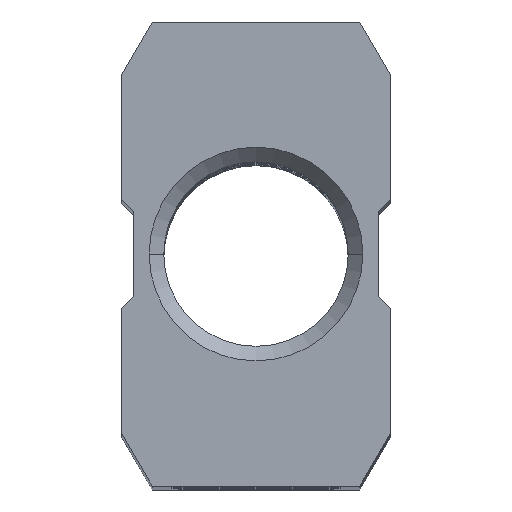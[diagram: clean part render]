
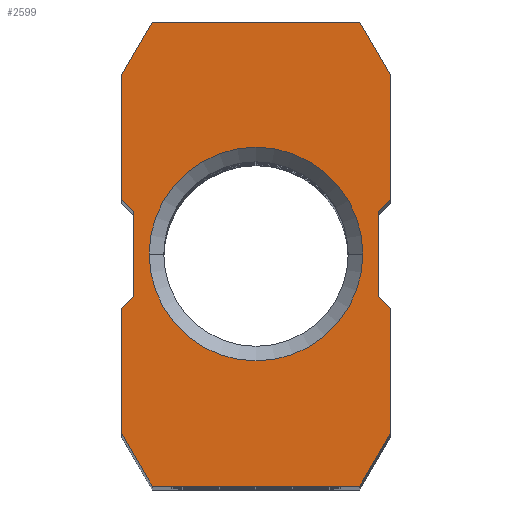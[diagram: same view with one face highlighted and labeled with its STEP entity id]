
A CAD part, top view. The second image highlights one B-rep face of the part: STEP entity #2599.
In plain terms, the highlighted planar face has unit normal (0, 0, 1).
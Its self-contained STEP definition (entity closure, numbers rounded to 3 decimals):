
#36 = DIRECTION ( 'NONE',  ( 0., 0., -1. ) ) ;
#51 = CARTESIAN_POINT ( 'NONE',  ( 10., 15.5, 0. ) ) ;
#108 = ORIENTED_EDGE ( 'NONE', *, *, #1868, .T. ) ;
#132 = CARTESIAN_POINT ( 'NONE',  ( 11., 4.33, 0. ) ) ;
#162 = DIRECTION ( 'NONE',  ( -0.5, -0.866, 0. ) ) ;
#164 = CARTESIAN_POINT ( 'NONE',  ( -8.5, 0., 0. ) ) ;
#191 = EDGE_CURVE ( 'NONE', #769, #1909, #3029, .T. ) ;
#247 = EDGE_CURVE ( 'NONE', #1706, #1083, #3573, .T. ) ;
#343 = ORIENTED_EDGE ( 'NONE', *, *, #1433, .T. ) ;
#383 = AXIS2_PLACEMENT_3D ( 'NONE', #2914, #1189, #3217 ) ;
#457 = VECTOR ( 'NONE', #1374, 1000. ) ;
#488 = LINE ( 'NONE', #3549, #1247 ) ;
#503 = DIRECTION ( 'NONE',  ( 0., 1., 0. ) ) ;
#523 = CIRCLE ( 'NONE', #3379, 8.75 ) ;
#535 = CARTESIAN_POINT ( 'NONE',  ( -11., 4.33, 0. ) ) ;
#537 = VECTOR ( 'NONE', #2095, 1000. ) ;
#545 = CARTESIAN_POINT ( 'NONE',  ( -10., 15.5, 0. ) ) ;
#562 = VECTOR ( 'NONE', #162, 1000. ) ;
#579 = VERTEX_POINT ( 'NONE', #2798 ) ;
#594 = ORIENTED_EDGE ( 'NONE', *, *, #2772, .T. ) ;
#604 = PLANE ( 'NONE',  #383 ) ;
#614 = VERTEX_POINT ( 'NONE', #1328 ) ;
#704 = CARTESIAN_POINT ( 'NONE',  ( 11., 14.5, 0. ) ) ;
#714 = VECTOR ( 'NONE', #1355, 1000. ) ;
#767 = VECTOR ( 'NONE', #1015, 1000. ) ;
#768 = CARTESIAN_POINT ( 'NONE',  ( -11., 4.33, 0. ) ) ;
#769 = VERTEX_POINT ( 'NONE', #2411 ) ;
#778 = LINE ( 'NONE', #3166, #2258 ) ;
#804 = VERTEX_POINT ( 'NONE', #3568 ) ;
#875 = ORIENTED_EDGE ( 'NONE', *, *, #191, .T. ) ;
#993 = VECTOR ( 'NONE', #3445, 1000. ) ;
#1015 = DIRECTION ( 'NONE',  ( 0., 1., 0. ) ) ;
#1022 = CARTESIAN_POINT ( 'NONE',  ( 8.5, 0., 0. ) ) ;
#1024 = VECTOR ( 'NONE', #1382, 1000. ) ;
#1025 = ORIENTED_EDGE ( 'NONE', *, *, #3335, .T. ) ;
#1053 = CARTESIAN_POINT ( 'NONE',  ( -8.5, 0., 0. ) ) ;
#1077 = EDGE_CURVE ( 'NONE', #579, #769, #3428, .T. ) ;
#1078 = ORIENTED_EDGE ( 'NONE', *, *, #247, .T. ) ;
#1083 = VERTEX_POINT ( 'NONE', #51 ) ;
#1104 = EDGE_CURVE ( 'NONE', #2481, #1560, #778, .T. ) ;
#1123 = FACE_BOUND ( 'NONE', #3591, .T. ) ;
#1142 = CARTESIAN_POINT ( 'NONE',  ( 10., 22.5, 0. ) ) ;
#1189 = DIRECTION ( 'NONE',  ( 0., 0., 1. ) ) ;
#1216 = DIRECTION ( 'NONE',  ( 0., 0., -1. ) ) ;
#1247 = VECTOR ( 'NONE', #1512, 1000. ) ;
#1273 = EDGE_CURVE ( 'NONE', #1842, #3319, #2254, .T. ) ;
#1310 = CARTESIAN_POINT ( 'NONE',  ( -10., 22.5, 0. ) ) ;
#1318 = CARTESIAN_POINT ( 'NONE',  ( -8.5, 38., 0. ) ) ;
#1328 = CARTESIAN_POINT ( 'NONE',  ( 8.75, 19., 0. ) ) ;
#1355 = DIRECTION ( 'NONE',  ( 0., 1., 0. ) ) ;
#1374 = DIRECTION ( 'NONE',  ( 0., -1., 0. ) ) ;
#1382 = DIRECTION ( 'NONE',  ( 0., -1., 0. ) ) ;
#1433 = EDGE_CURVE ( 'NONE', #1591, #3451, #3366, .T. ) ;
#1464 = LINE ( 'NONE', #1310, #2152 ) ;
#1473 = LINE ( 'NONE', #2542, #714 ) ;
#1490 = ORIENTED_EDGE ( 'NONE', *, *, #1509, .T. ) ;
#1509 = EDGE_CURVE ( 'NONE', #3616, #1842, #3308, .T. ) ;
#1512 = DIRECTION ( 'NONE',  ( -0.5, 0.866, 0. ) ) ;
#1530 = AXIS2_PLACEMENT_3D ( 'NONE', #2939, #1216, #3244 ) ;
#1560 = VERTEX_POINT ( 'NONE', #545 ) ;
#1591 = VERTEX_POINT ( 'NONE', #3720 ) ;
#1592 = DIRECTION ( 'NONE',  ( 0.5, 0.866, 0. ) ) ;
#1603 = ORIENTED_EDGE ( 'NONE', *, *, #1644, .T. ) ;
#1644 = EDGE_CURVE ( 'NONE', #1928, #804, #2666, .T. ) ;
#1698 = EDGE_CURVE ( 'NONE', #1083, #579, #3351, .T. ) ;
#1702 = ORIENTED_EDGE ( 'NONE', *, *, #1273, .T. ) ;
#1706 = VERTEX_POINT ( 'NONE', #2812 ) ;
#1755 = CARTESIAN_POINT ( 'NONE',  ( 0., 19., 0. ) ) ;
#1779 = LINE ( 'NONE', #768, #1024 ) ;
#1794 = VECTOR ( 'NONE', #503, 1000. ) ;
#1826 = LINE ( 'NONE', #1897, #2512 ) ;
#1827 = CARTESIAN_POINT ( 'NONE',  ( 8.5, 38., 0. ) ) ;
#1842 = VERTEX_POINT ( 'NONE', #1053 ) ;
#1848 = VECTOR ( 'NONE', #2993, 1000. ) ;
#1868 = EDGE_CURVE ( 'NONE', #3284, #1706, #1473, .T. ) ;
#1875 = DIRECTION ( 'NONE',  ( 1., 0., 0. ) ) ;
#1888 = DIRECTION ( 'NONE',  ( 0.707, -0.707, 0. ) ) ;
#1897 = CARTESIAN_POINT ( 'NONE',  ( -11., 14.5, 0. ) ) ;
#1909 = VERTEX_POINT ( 'NONE', #3074 ) ;
#1912 = VECTOR ( 'NONE', #1592, 1000. ) ;
#1928 = VERTEX_POINT ( 'NONE', #3422 ) ;
#1964 = EDGE_LOOP ( 'NONE', ( #2407, #875, #2351, #343, #1025, #1603, #594, #2807, #2153, #2328, #1490, #1702, #2020, #108, #1078, #1980 ) ) ;
#1980 = ORIENTED_EDGE ( 'NONE', *, *, #1698, .T. ) ;
#2020 = ORIENTED_EDGE ( 'NONE', *, *, #3361, .T. ) ;
#2021 = CARTESIAN_POINT ( 'NONE',  ( -11., 23.5, 0. ) ) ;
#2054 = DIRECTION ( 'NONE',  ( 1., 0., 0. ) ) ;
#2095 = DIRECTION ( 'NONE',  ( -0.707, 0.707, 0. ) ) ;
#2152 = VECTOR ( 'NONE', #1888, 1000. ) ;
#2153 = ORIENTED_EDGE ( 'NONE', *, *, #3456, .T. ) ;
#2168 = CARTESIAN_POINT ( 'NONE',  ( -11., 33.67, 0. ) ) ;
#2170 = CARTESIAN_POINT ( 'NONE',  ( 11., 23.5, 0. ) ) ;
#2254 = LINE ( 'NONE', #164, #3697 ) ;
#2258 = VECTOR ( 'NONE', #3448, 1000. ) ;
#2268 = CARTESIAN_POINT ( 'NONE',  ( -10., 22.5, 0. ) ) ;
#2292 = CIRCLE ( 'NONE', #1530, 8.75 ) ;
#2328 = ORIENTED_EDGE ( 'NONE', *, *, #2845, .T. ) ;
#2351 = ORIENTED_EDGE ( 'NONE', *, *, #2651, .T. ) ;
#2407 = ORIENTED_EDGE ( 'NONE', *, *, #1077, .T. ) ;
#2411 = CARTESIAN_POINT ( 'NONE',  ( 11., 23.5, 0. ) ) ;
#2481 = VERTEX_POINT ( 'NONE', #2268 ) ;
#2495 = DIRECTION ( 'NONE',  ( -0.707, -0.707, 0. ) ) ;
#2512 = VECTOR ( 'NONE', #2495, 1000. ) ;
#2542 = CARTESIAN_POINT ( 'NONE',  ( 11., 4.33, 0. ) ) ;
#2549 = VERTEX_POINT ( 'NONE', #3159 ) ;
#2599 = ADVANCED_FACE ( 'NONE', ( #1123, #3014 ), #604, .T. ) ;
#2629 = EDGE_CURVE ( 'NONE', #3360, #614, #2292, .T. ) ;
#2651 = EDGE_CURVE ( 'NONE', #1909, #1591, #488, .T. ) ;
#2666 = LINE ( 'NONE', #2021, #457 ) ;
#2692 = LINE ( 'NONE', #1022, #1912 ) ;
#2772 = EDGE_CURVE ( 'NONE', #804, #2481, #1464, .T. ) ;
#2784 = LINE ( 'NONE', #2168, #562 ) ;
#2798 = CARTESIAN_POINT ( 'NONE',  ( 10., 22.5, 0. ) ) ;
#2807 = ORIENTED_EDGE ( 'NONE', *, *, #1104, .T. ) ;
#2812 = CARTESIAN_POINT ( 'NONE',  ( 11., 14.5, 0. ) ) ;
#2845 = EDGE_CURVE ( 'NONE', #2549, #3616, #1779, .T. ) ;
#2862 = DIRECTION ( 'NONE',  ( 0.707, 0.707, 0. ) ) ;
#2914 = CARTESIAN_POINT ( 'NONE',  ( 6.5, 19., 0. ) ) ;
#2939 = CARTESIAN_POINT ( 'NONE',  ( 0., 19., 0. ) ) ;
#2993 = DIRECTION ( 'NONE',  ( -1., 0., 0. ) ) ;
#3008 = EDGE_CURVE ( 'NONE', #614, #3360, #523, .T. ) ;
#3014 = FACE_OUTER_BOUND ( 'NONE', #1964, .T. ) ;
#3029 = LINE ( 'NONE', #2170, #767 ) ;
#3041 = CARTESIAN_POINT ( 'NONE',  ( -8.75, 19., 0. ) ) ;
#3067 = ORIENTED_EDGE ( 'NONE', *, *, #2629, .T. ) ;
#3074 = CARTESIAN_POINT ( 'NONE',  ( 11., 33.67, 0. ) ) ;
#3159 = CARTESIAN_POINT ( 'NONE',  ( -11., 14.5, 0. ) ) ;
#3166 = CARTESIAN_POINT ( 'NONE',  ( -10., 15.5, 0. ) ) ;
#3181 = CARTESIAN_POINT ( 'NONE',  ( 10., 15.5, 0. ) ) ;
#3217 = DIRECTION ( 'NONE',  ( 1., 0., 0. ) ) ;
#3244 = DIRECTION ( 'NONE',  ( 1., 0., 0. ) ) ;
#3284 = VERTEX_POINT ( 'NONE', #132 ) ;
#3308 = LINE ( 'NONE', #3739, #993 ) ;
#3319 = VERTEX_POINT ( 'NONE', #3626 ) ;
#3335 = EDGE_CURVE ( 'NONE', #3451, #1928, #2784, .T. ) ;
#3343 = VECTOR ( 'NONE', #2862, 1000. ) ;
#3351 = LINE ( 'NONE', #3181, #1794 ) ;
#3360 = VERTEX_POINT ( 'NONE', #3041 ) ;
#3361 = EDGE_CURVE ( 'NONE', #3319, #3284, #2692, .T. ) ;
#3366 = LINE ( 'NONE', #1827, #1848 ) ;
#3379 = AXIS2_PLACEMENT_3D ( 'NONE', #1755, #36, #2054 ) ;
#3422 = CARTESIAN_POINT ( 'NONE',  ( -11., 33.67, 0. ) ) ;
#3428 = LINE ( 'NONE', #1142, #3343 ) ;
#3445 = DIRECTION ( 'NONE',  ( 0.5, -0.866, 0. ) ) ;
#3448 = DIRECTION ( 'NONE',  ( 0., -1., 0. ) ) ;
#3451 = VERTEX_POINT ( 'NONE', #1318 ) ;
#3456 = EDGE_CURVE ( 'NONE', #1560, #2549, #1826, .T. ) ;
#3549 = CARTESIAN_POINT ( 'NONE',  ( 11., 33.67, 0. ) ) ;
#3568 = CARTESIAN_POINT ( 'NONE',  ( -11., 23.5, 0. ) ) ;
#3573 = LINE ( 'NONE', #704, #537 ) ;
#3580 = ORIENTED_EDGE ( 'NONE', *, *, #3008, .T. ) ;
#3591 = EDGE_LOOP ( 'NONE', ( #3580, #3067 ) ) ;
#3616 = VERTEX_POINT ( 'NONE', #535 ) ;
#3626 = CARTESIAN_POINT ( 'NONE',  ( 8.5, 0., 0. ) ) ;
#3697 = VECTOR ( 'NONE', #1875, 1000. ) ;
#3720 = CARTESIAN_POINT ( 'NONE',  ( 8.5, 38., 0. ) ) ;
#3739 = CARTESIAN_POINT ( 'NONE',  ( -8.5, 0., 0. ) ) ;
